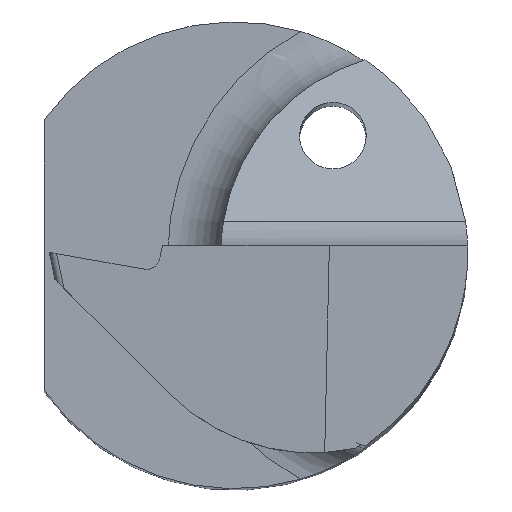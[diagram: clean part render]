
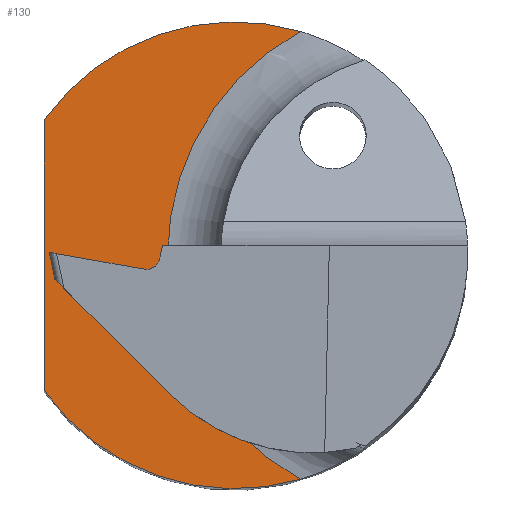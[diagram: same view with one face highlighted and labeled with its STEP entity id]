
A CAD part, top view. The second image highlights one B-rep face of the part: STEP entity #130.
In plain terms, the highlighted planar face has unit normal (0, 0, 1).
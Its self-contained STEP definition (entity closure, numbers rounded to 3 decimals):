
#22 = DIRECTION ( 'NONE',  ( -1., 0., 0. ) ) ;
#63 = AXIS2_PLACEMENT_3D ( 'NONE', #798, #332, #22 ) ;
#85 = ORIENTED_EDGE ( 'NONE', *, *, #468, .F. ) ;
#88 = VERTEX_POINT ( 'NONE', #361 ) ;
#130 = ADVANCED_FACE ( 'NONE', ( #707 ), #495, .T. ) ;
#160 = CARTESIAN_POINT ( 'NONE',  ( -1., 0., 15. ) ) ;
#163 = CIRCLE ( 'NONE', #923, 3.827 ) ;
#204 = CARTESIAN_POINT ( 'NONE',  ( 2.827, 0., 15. ) ) ;
#225 = DIRECTION ( 'NONE',  ( -1., 0., 0. ) ) ;
#226 = LINE ( 'NONE', #521, #430 ) ;
#229 = VERTEX_POINT ( 'NONE', #947 ) ;
#242 = VERTEX_POINT ( 'NONE', #435 ) ;
#247 = EDGE_CURVE ( 'NONE', #242, #837, #412, .T. ) ;
#278 = AXIS2_PLACEMENT_3D ( 'NONE', #824, #298, #225 ) ;
#298 = DIRECTION ( 'NONE',  ( 0., 0., 1. ) ) ;
#332 = DIRECTION ( 'NONE',  ( 0., 0., 1. ) ) ;
#345 = DIRECTION ( 'NONE',  ( -1., 0., 0. ) ) ;
#361 = CARTESIAN_POINT ( 'NONE',  ( 0.99, -3.357, 15. ) ) ;
#378 = ORIENTED_EDGE ( 'NONE', *, *, #247, .F. ) ;
#412 = CIRCLE ( 'NONE', #278, 3.827 ) ;
#430 = VECTOR ( 'NONE', #786, 1000. ) ;
#435 = CARTESIAN_POINT ( 'NONE',  ( 0.99, 3.357, 15. ) ) ;
#468 = EDGE_CURVE ( 'NONE', #490, #242, #938, .T. ) ;
#487 = CARTESIAN_POINT ( 'NONE',  ( 0., 0., 15. ) ) ;
#490 = VERTEX_POINT ( 'NONE', #730 ) ;
#495 = PLANE ( 'NONE',  #63 ) ;
#521 = CARTESIAN_POINT ( 'NONE',  ( -2.85, 2.032, 15. ) ) ;
#555 = DIRECTION ( 'NONE',  ( 0., 0., -1. ) ) ;
#569 = AXIS2_PLACEMENT_3D ( 'NONE', #653, #576, #958 ) ;
#572 = EDGE_CURVE ( 'NONE', #837, #88, #163, .T. ) ;
#576 = DIRECTION ( 'NONE',  ( 0., 0., -1. ) ) ;
#652 = ORIENTED_EDGE ( 'NONE', *, *, #940, .F. ) ;
#653 = CARTESIAN_POINT ( 'NONE',  ( 0., 0., 15. ) ) ;
#707 = FACE_OUTER_BOUND ( 'NONE', #714, .T. ) ;
#713 = AXIS2_PLACEMENT_3D ( 'NONE', #487, #555, #345 ) ;
#714 = EDGE_LOOP ( 'NONE', ( #85, #793, #652, #907, #378 ) ) ;
#730 = CARTESIAN_POINT ( 'NONE',  ( -2.85, 2.032, 15. ) ) ;
#755 = EDGE_CURVE ( 'NONE', #229, #490, #226, .T. ) ;
#782 = CIRCLE ( 'NONE', #713, 3.5 ) ;
#786 = DIRECTION ( 'NONE',  ( 0., 1., 0. ) ) ;
#793 = ORIENTED_EDGE ( 'NONE', *, *, #755, .F. ) ;
#798 = CARTESIAN_POINT ( 'NONE',  ( 0.325, -0.054, 15. ) ) ;
#824 = CARTESIAN_POINT ( 'NONE',  ( 2.827, 0., 15. ) ) ;
#837 = VERTEX_POINT ( 'NONE', #160 ) ;
#876 = DIRECTION ( 'NONE',  ( 0., 0., 1. ) ) ;
#907 = ORIENTED_EDGE ( 'NONE', *, *, #572, .F. ) ;
#923 = AXIS2_PLACEMENT_3D ( 'NONE', #204, #876, #942 ) ;
#938 = CIRCLE ( 'NONE', #569, 3.5 ) ;
#940 = EDGE_CURVE ( 'NONE', #88, #229, #782, .T. ) ;
#942 = DIRECTION ( 'NONE',  ( -1., 0., 0. ) ) ;
#947 = CARTESIAN_POINT ( 'NONE',  ( -2.85, -2.032, 15. ) ) ;
#958 = DIRECTION ( 'NONE',  ( -1., 0., 0. ) ) ;
